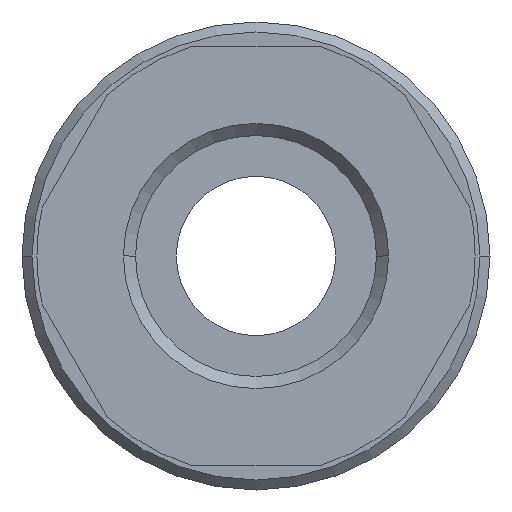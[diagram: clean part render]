
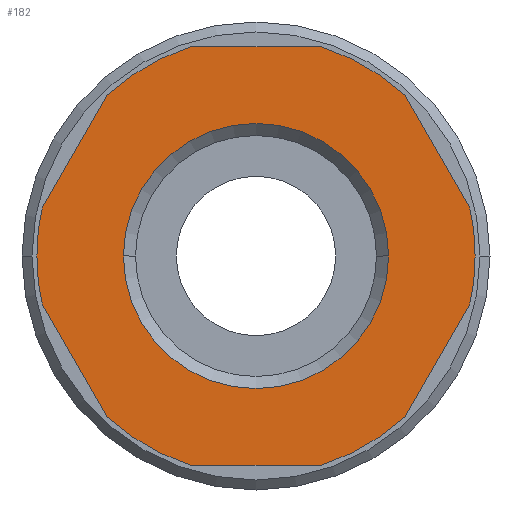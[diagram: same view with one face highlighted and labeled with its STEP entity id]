
A CAD part, front view. The second image highlights one B-rep face of the part: STEP entity #182.
In plain terms, the highlighted planar face has unit normal (0, -1, 0).
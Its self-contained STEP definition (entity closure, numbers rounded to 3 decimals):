
#182=ADVANCED_FACE('',(#453,#454),#455,.T.);
#453=FACE_BOUND('',#816,.T.);
#454=FACE_OUTER_BOUND('',#817,.T.);
#455=PLANE('',#818);
#816=EDGE_LOOP('',(#1287,#1288));
#817=EDGE_LOOP('',(#1289,#1290,#1291,#1292,#1293,#1294,#1295,#1296,#1297,#1298,#1299,#1300,#1301,#1302));
#818=AXIS2_PLACEMENT_3D('',#1303,#1304,#1305);
#1287=ORIENTED_EDGE('',*,*,#2160,.T.);
#1288=ORIENTED_EDGE('',*,*,#2161,.T.);
#1289=ORIENTED_EDGE('',*,*,#2162,.F.);
#1290=ORIENTED_EDGE('',*,*,#2163,.F.);
#1291=ORIENTED_EDGE('',*,*,#2164,.F.);
#1292=ORIENTED_EDGE('',*,*,#2165,.F.);
#1293=ORIENTED_EDGE('',*,*,#2166,.F.);
#1294=ORIENTED_EDGE('',*,*,#2167,.F.);
#1295=ORIENTED_EDGE('',*,*,#2168,.F.);
#1296=ORIENTED_EDGE('',*,*,#2169,.F.);
#1297=ORIENTED_EDGE('',*,*,#2081,.F.);
#1298=ORIENTED_EDGE('',*,*,#2093,.F.);
#1299=ORIENTED_EDGE('',*,*,#2170,.F.);
#1300=ORIENTED_EDGE('',*,*,#2139,.F.);
#1301=ORIENTED_EDGE('',*,*,#2171,.F.);
#1302=ORIENTED_EDGE('',*,*,#2104,.F.);
#1303=CARTESIAN_POINT('',(5.5,0.0,0.0));
#1304=DIRECTION('',(-0.0,-1.0,-0.0));
#1305=DIRECTION('',(-1.0,0.0,0.0));
#2081=EDGE_CURVE('',#2465,#2461,#2467,.T.);
#2093=EDGE_CURVE('',#2485,#2465,#2487,.T.);
#2104=EDGE_CURVE('',#2504,#2500,#2506,.T.);
#2139=EDGE_CURVE('',#2564,#2566,#2567,.T.);
#2160=EDGE_CURVE('',#2598,#2599,#2600,.T.);
#2161=EDGE_CURVE('',#2599,#2598,#2601,.T.);
#2162=EDGE_CURVE('',#2602,#2504,#2603,.T.);
#2163=EDGE_CURVE('',#2604,#2602,#2605,.T.);
#2164=EDGE_CURVE('',#2606,#2604,#2607,.T.);
#2165=EDGE_CURVE('',#2608,#2606,#2609,.T.);
#2166=EDGE_CURVE('',#2610,#2608,#2611,.T.);
#2167=EDGE_CURVE('',#2612,#2610,#2613,.T.);
#2168=EDGE_CURVE('',#2614,#2612,#2615,.T.);
#2169=EDGE_CURVE('',#2461,#2614,#2616,.T.);
#2170=EDGE_CURVE('',#2566,#2485,#2617,.T.);
#2171=EDGE_CURVE('',#2500,#2564,#2618,.T.);
#2461=VERTEX_POINT('',#3023);
#2465=VERTEX_POINT('',#3028);
#2467=CIRCLE('',#3031,11.0);
#2485=VERTEX_POINT('',#3053);
#2487=LINE('',#3056,#3057);
#2500=VERTEX_POINT('',#3071);
#2504=VERTEX_POINT('',#3076);
#2506=CIRCLE('',#3079,11.0);
#2564=VERTEX_POINT('',#3191);
#2566=VERTEX_POINT('',#3194);
#2567=LINE('',#3195,#3196);
#2598=VERTEX_POINT('',#3246);
#2599=VERTEX_POINT('',#3247);
#2600=CIRCLE('',#3248,6.655);
#2601=CIRCLE('',#3249,6.655);
#2602=VERTEX_POINT('',#3250);
#2603=LINE('',#3251,#3252);
#2604=VERTEX_POINT('',#3253);
#2605=CIRCLE('',#3254,11.0);
#2606=VERTEX_POINT('',#3255);
#2607=LINE('',#3256,#3257);
#2608=VERTEX_POINT('',#3258);
#2609=CIRCLE('',#3259,11.0);
#2610=VERTEX_POINT('',#3260);
#2611=LINE('',#3261,#3262);
#2612=VERTEX_POINT('',#3263);
#2613=CIRCLE('',#3264,11.0);
#2614=VERTEX_POINT('',#3265);
#2615=CIRCLE('',#3266,11.0);
#2616=LINE('',#3267,#3268);
#2617=CIRCLE('',#3269,11.0);
#2618=CIRCLE('',#3270,11.0);
#3023=CARTESIAN_POINT('',(7.454,0.0,8.089));
#3028=CARTESIAN_POINT('',(3.279,0.0,10.5));
#3031=AXIS2_PLACEMENT_3D('',#3830,#3831,#3832);
#3053=CARTESIAN_POINT('',(-3.279,0.0,10.5));
#3056=CARTESIAN_POINT('',(2.75,0.0,10.5));
#3057=VECTOR('',#3847,1.0);
#3071=CARTESIAN_POINT('',(-11.0,0.0,0.));
#3076=CARTESIAN_POINT('',(-10.733,0.0,-2.411));
#3079=AXIS2_PLACEMENT_3D('',#3866,#3867,#3868);
#3191=CARTESIAN_POINT('',(-10.733,0.0,2.411));
#3194=CARTESIAN_POINT('',(-7.454,0.0,8.089));
#3195=CARTESIAN_POINT('',(-8.406,0.0,6.441));
#3196=VECTOR('',#3916,1.0);
#3246=CARTESIAN_POINT('',(-6.655,0.0,0.));
#3247=CARTESIAN_POINT('',(6.655,0.0,0.));
#3248=AXIS2_PLACEMENT_3D('',#3943,#3944,#3945);
#3249=AXIS2_PLACEMENT_3D('',#3946,#3947,#3948);
#3250=CARTESIAN_POINT('',(-7.454,0.0,-8.089));
#3251=CARTESIAN_POINT('',(-8.406,0.0,-6.441));
#3252=VECTOR('',#3949,1.0);
#3253=CARTESIAN_POINT('',(-3.279,0.0,-10.5));
#3254=AXIS2_PLACEMENT_3D('',#3950,#3951,#3952);
#3255=CARTESIAN_POINT('',(3.279,0.0,-10.5));
#3256=CARTESIAN_POINT('',(2.75,0.0,-10.5));
#3257=VECTOR('',#3953,1.0);
#3258=CARTESIAN_POINT('',(7.454,0.0,-8.089));
#3259=AXIS2_PLACEMENT_3D('',#3954,#3955,#3956);
#3260=CARTESIAN_POINT('',(10.733,0.0,-2.411));
#3261=CARTESIAN_POINT('',(9.781,0.0,-4.059));
#3262=VECTOR('',#3957,1.0);
#3263=CARTESIAN_POINT('',(11.0,0.0,0.));
#3264=AXIS2_PLACEMENT_3D('',#3958,#3959,#3960);
#3265=CARTESIAN_POINT('',(10.733,0.0,2.411));
#3266=AXIS2_PLACEMENT_3D('',#3961,#3962,#3963);
#3267=CARTESIAN_POINT('',(9.781,0.0,4.059));
#3268=VECTOR('',#3964,1.0);
#3269=AXIS2_PLACEMENT_3D('',#3965,#3966,#3967);
#3270=AXIS2_PLACEMENT_3D('',#3968,#3969,#3970);
#3830=CARTESIAN_POINT('',(0.0,0.0,0.0));
#3831=DIRECTION('',(-0.0,1.0,0.0));
#3832=DIRECTION('',(1.0,0.0,0.0));
#3847=DIRECTION('',(1.0,-0.0,0.));
#3866=CARTESIAN_POINT('',(0.0,0.0,0.0));
#3867=DIRECTION('',(-0.0,1.0,0.0));
#3868=DIRECTION('',(1.0,0.0,0.0));
#3916=DIRECTION('',(0.5,-0.0,0.866));
#3943=CARTESIAN_POINT('',(0.0,0.0,0.0));
#3944=DIRECTION('',(-0.0,1.0,0.0));
#3945=DIRECTION('',(1.0,0.0,0.0));
#3946=CARTESIAN_POINT('',(0.0,0.0,0.0));
#3947=DIRECTION('',(-0.0,1.0,0.0));
#3948=DIRECTION('',(1.0,0.0,0.0));
#3949=DIRECTION('',(-0.5,0.0,0.866));
#3950=CARTESIAN_POINT('',(0.0,0.0,0.0));
#3951=DIRECTION('',(-0.0,1.0,0.0));
#3952=DIRECTION('',(1.0,0.0,0.0));
#3953=DIRECTION('',(-1.0,0.0,0.0));
#3954=CARTESIAN_POINT('',(0.0,0.0,0.0));
#3955=DIRECTION('',(-0.0,1.0,0.0));
#3956=DIRECTION('',(1.0,0.0,0.0));
#3957=DIRECTION('',(-0.5,0.0,-0.866));
#3958=CARTESIAN_POINT('',(0.0,0.0,0.0));
#3959=DIRECTION('',(-0.0,1.0,0.0));
#3960=DIRECTION('',(1.0,0.0,0.0));
#3961=CARTESIAN_POINT('',(0.0,0.0,0.0));
#3962=DIRECTION('',(-0.0,1.0,0.0));
#3963=DIRECTION('',(1.0,0.0,0.0));
#3964=DIRECTION('',(0.5,0.0,-0.866));
#3965=CARTESIAN_POINT('',(0.0,0.0,0.0));
#3966=DIRECTION('',(-0.0,1.0,0.0));
#3967=DIRECTION('',(1.0,0.0,0.0));
#3968=CARTESIAN_POINT('',(0.0,0.0,0.0));
#3969=DIRECTION('',(-0.0,1.0,0.0));
#3970=DIRECTION('',(1.0,0.0,0.0));
